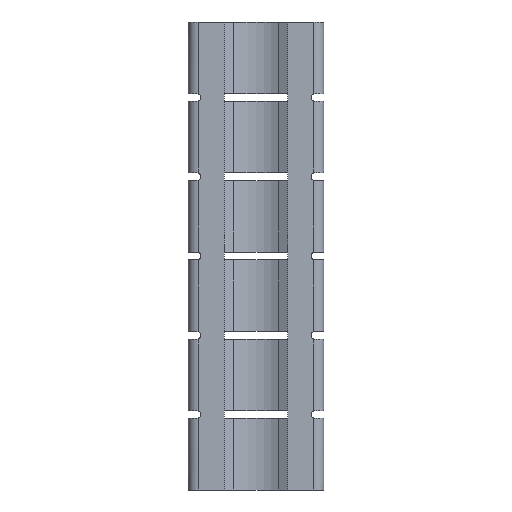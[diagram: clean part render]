
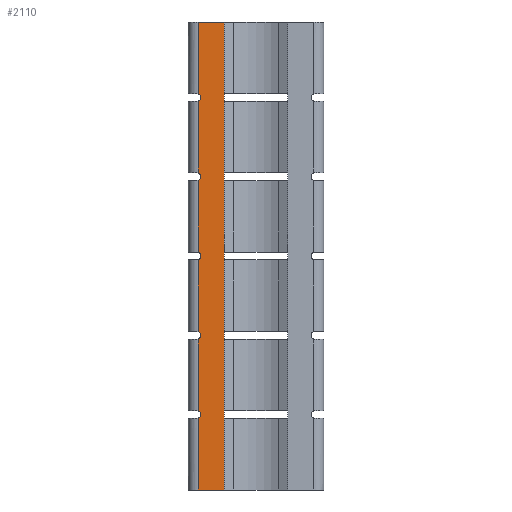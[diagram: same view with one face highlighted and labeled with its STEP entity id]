
A CAD part, front view. The second image highlights one B-rep face of the part: STEP entity #2110.
In plain terms, the highlighted planar face has unit normal (0, -1, 0).
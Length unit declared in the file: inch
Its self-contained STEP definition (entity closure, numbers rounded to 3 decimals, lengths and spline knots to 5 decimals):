
#2 = CIRCLE ( 'NONE', #1066, 0.009 ) ;
#63 = CARTESIAN_POINT ( 'NONE',  ( -0.0615, 0., 0.356 ) ) ;
#85 = CARTESIAN_POINT ( 'NONE',  ( -0.0615, 0., 0.356 ) ) ;
#115 = LINE ( 'NONE', #3426, #2040 ) ;
#116 = FACE_OUTER_BOUND ( 'NONE', #188, .T. ) ;
#188 = EDGE_LOOP ( 'NONE', ( #1821, #4716, #3952, #1884, #4275, #3069, #2112, #3748, #1483, #3377, #3019, #4734, #2324, #4208 ) ) ;
#228 = VERTEX_POINT ( 'NONE', #3750 ) ;
#230 = VECTOR ( 'NONE', #3312, 39.37008 ) ;
#257 = CARTESIAN_POINT ( 'NONE',  ( 0., 0., 0.356 ) ) ;
#320 = CARTESIAN_POINT ( 'NONE',  ( -0.064, 0., -0.57 ) ) ;
#447 = DIRECTION ( 'NONE',  ( 0., 1., 0. ) ) ;
#493 = CARTESIAN_POINT ( 'NONE',  ( -0.0615, 0., -0.00035 ) ) ;
#516 = DIRECTION ( 'NONE',  ( 0., 1., 0. ) ) ;
#536 = LINE ( 'NONE', #4829, #1059 ) ;
#562 = VERTEX_POINT ( 'NONE', #4028 ) ;
#610 = VERTEX_POINT ( 'NONE', #3218 ) ;
#641 = LINE ( 'NONE', #3549, #2572 ) ;
#680 = DIRECTION ( 'NONE',  ( -1., 0., 0. ) ) ;
#719 = CIRCLE ( 'NONE', #2427, 0.009 ) ;
#749 = CARTESIAN_POINT ( 'NONE',  ( -0.0615, 0., 0.356 ) ) ;
#760 = EDGE_CURVE ( 'NONE', #4891, #4468, #4601, .T. ) ;
#762 = EDGE_CURVE ( 'NONE', #562, #4534, #1191, .T. ) ;
#781 = VECTOR ( 'NONE', #3314, 39.37008 ) ;
#856 = CARTESIAN_POINT ( 'NONE',  ( -0.064, 0., -0.196 ) ) ;
#861 = CARTESIAN_POINT ( 'NONE',  ( -0.0615, 0., 0.18665 ) ) ;
#895 = CIRCLE ( 'NONE', #4282, 0.009 ) ;
#984 = CARTESIAN_POINT ( 'NONE',  ( 0., 0., 0.356 ) ) ;
#1021 = CARTESIAN_POINT ( 'NONE',  ( -0.0615, 0., 0.16935 ) ) ;
#1050 = DIRECTION ( 'NONE',  ( 0., 1., 0. ) ) ;
#1059 = VECTOR ( 'NONE', #1778, 39.37008 ) ;
#1066 = AXIS2_PLACEMENT_3D ( 'NONE', #856, #516, #1270 ) ;
#1069 = EDGE_CURVE ( 'NONE', #1786, #4636, #4314, .T. ) ;
#1077 = CARTESIAN_POINT ( 'NONE',  ( -0.0615, 0., -0.39165 ) ) ;
#1079 = LINE ( 'NONE', #85, #3784 ) ;
#1162 = EDGE_CURVE ( 'NONE', #4891, #1786, #4895, .T. ) ;
#1191 = LINE ( 'NONE', #3108, #2936 ) ;
#1209 = VERTEX_POINT ( 'NONE', #2546 ) ;
#1270 = DIRECTION ( 'NONE',  ( -1., 0., 0. ) ) ;
#1281 = CARTESIAN_POINT ( 'NONE',  ( -0.064, 0., 0.178 ) ) ;
#1400 = DIRECTION ( 'NONE',  ( 0., 0., -1. ) ) ;
#1483 = ORIENTED_EDGE ( 'NONE', *, *, #2067, .T. ) ;
#1534 = VERTEX_POINT ( 'NONE', #493 ) ;
#1561 = VECTOR ( 'NONE', #3062, 39.37008 ) ;
#1573 = DIRECTION ( 'NONE',  ( 0., 0., -1. ) ) ;
#1611 = DIRECTION ( 'NONE',  ( -1., 0., 0. ) ) ;
#1675 = DIRECTION ( 'NONE',  ( -1., 0., 0. ) ) ;
#1778 = DIRECTION ( 'NONE',  ( 0., 0., -1. ) ) ;
#1786 = VERTEX_POINT ( 'NONE', #861 ) ;
#1821 = ORIENTED_EDGE ( 'NONE', *, *, #4678, .F. ) ;
#1884 = ORIENTED_EDGE ( 'NONE', *, *, #1069, .T. ) ;
#1917 = DIRECTION ( 'NONE',  ( 0., 1., 0. ) ) ;
#1925 = VERTEX_POINT ( 'NONE', #4400 ) ;
#2003 = VERTEX_POINT ( 'NONE', #2210 ) ;
#2040 = VECTOR ( 'NONE', #2661, 39.37008 ) ;
#2067 = EDGE_CURVE ( 'NONE', #2003, #1209, #536, .T. ) ;
#2110 = ADVANCED_FACE ( 'NONE', ( #116 ), #3063, .F. ) ;
#2112 = ORIENTED_EDGE ( 'NONE', *, *, #762, .T. ) ;
#2140 = VERTEX_POINT ( 'NONE', #1077 ) ;
#2210 = CARTESIAN_POINT ( 'NONE',  ( -0.0615, 0., -0.20465 ) ) ;
#2305 = CARTESIAN_POINT ( 'NONE',  ( -0.0615, 0., 0.356 ) ) ;
#2324 = ORIENTED_EDGE ( 'NONE', *, *, #3320, .T. ) ;
#2358 = DIRECTION ( 'NONE',  ( 1., 0., 0. ) ) ;
#2359 = DIRECTION ( 'NONE',  ( 0., 0., -1. ) ) ;
#2368 = CARTESIAN_POINT ( 'NONE',  ( -0.064, 0., -0.383 ) ) ;
#2427 = AXIS2_PLACEMENT_3D ( 'NONE', #2368, #447, #1611 ) ;
#2515 = EDGE_CURVE ( 'NONE', #610, #3329, #641, .T. ) ;
#2546 = CARTESIAN_POINT ( 'NONE',  ( -0.0615, 0., -0.37435 ) ) ;
#2572 = VECTOR ( 'NONE', #2358, 39.37008 ) ;
#2589 = CIRCLE ( 'NONE', #4880, 0.009 ) ;
#2661 = DIRECTION ( 'NONE',  ( 0., 0., -1. ) ) ;
#2921 = CARTESIAN_POINT ( 'NONE',  ( -0.0615, 0., 0.356 ) ) ;
#2936 = VECTOR ( 'NONE', #1573, 39.37008 ) ;
#2962 = DIRECTION ( 'NONE',  ( -1., 0., 0. ) ) ;
#3019 = ORIENTED_EDGE ( 'NONE', *, *, #3735, .T. ) ;
#3023 = CARTESIAN_POINT ( 'NONE',  ( -0.0615, 0., -0.18735 ) ) ;
#3062 = DIRECTION ( 'NONE',  ( 1., 0., 0. ) ) ;
#3063 = PLANE ( 'NONE',  #4518 ) ;
#3069 = ORIENTED_EDGE ( 'NONE', *, *, #4718, .T. ) ;
#3108 = CARTESIAN_POINT ( 'NONE',  ( -0.0615, 0., -0.018 ) ) ;
#3218 = CARTESIAN_POINT ( 'NONE',  ( -0.0615, 0., -0.748 ) ) ;
#3312 = DIRECTION ( 'NONE',  ( 0., 0., -1. ) ) ;
#3314 = DIRECTION ( 'NONE',  ( 0., 0., -1. ) ) ;
#3320 = EDGE_CURVE ( 'NONE', #1925, #610, #115, .T. ) ;
#3329 = VERTEX_POINT ( 'NONE', #4919 ) ;
#3371 = DIRECTION ( 'NONE',  ( 0., 1., 0. ) ) ;
#3377 = ORIENTED_EDGE ( 'NONE', *, *, #4872, .T. ) ;
#3426 = CARTESIAN_POINT ( 'NONE',  ( -0.0615, 0., -0.392 ) ) ;
#3480 = LINE ( 'NONE', #984, #3905 ) ;
#3549 = CARTESIAN_POINT ( 'NONE',  ( -0.0615, 0., -0.748 ) ) ;
#3614 = EDGE_CURVE ( 'NONE', #4534, #2003, #2, .T. ) ;
#3735 = EDGE_CURVE ( 'NONE', #2140, #228, #4268, .T. ) ;
#3748 = ORIENTED_EDGE ( 'NONE', *, *, #3614, .T. ) ;
#3750 = CARTESIAN_POINT ( 'NONE',  ( -0.0615, 0., -0.56135 ) ) ;
#3784 = VECTOR ( 'NONE', #2359, 39.37008 ) ;
#3791 = CARTESIAN_POINT ( 'NONE',  ( -0.064, 0., -0.009 ) ) ;
#3799 = DIRECTION ( 'NONE',  ( -1., 0., 0. ) ) ;
#3842 = EDGE_CURVE ( 'NONE', #4636, #1534, #1079, .T. ) ;
#3905 = VECTOR ( 'NONE', #1400, 39.37008 ) ;
#3952 = ORIENTED_EDGE ( 'NONE', *, *, #1162, .T. ) ;
#3978 = DIRECTION ( 'NONE',  ( 0., 1., 0. ) ) ;
#4028 = CARTESIAN_POINT ( 'NONE',  ( -0.0615, 0., -0.01765 ) ) ;
#4208 = ORIENTED_EDGE ( 'NONE', *, *, #2515, .T. ) ;
#4268 = LINE ( 'NONE', #4445, #781 ) ;
#4275 = ORIENTED_EDGE ( 'NONE', *, *, #3842, .T. ) ;
#4282 = AXIS2_PLACEMENT_3D ( 'NONE', #3791, #1050, #2962 ) ;
#4314 = CIRCLE ( 'NONE', #4944, 0.009 ) ;
#4400 = CARTESIAN_POINT ( 'NONE',  ( -0.0615, 0., -0.57865 ) ) ;
#4445 = CARTESIAN_POINT ( 'NONE',  ( -0.0615, 0., -0.392 ) ) ;
#4461 = EDGE_CURVE ( 'NONE', #228, #1925, #2589, .T. ) ;
#4468 = VERTEX_POINT ( 'NONE', #257 ) ;
#4518 = AXIS2_PLACEMENT_3D ( 'NONE', #2305, #1917, #3799 ) ;
#4534 = VERTEX_POINT ( 'NONE', #3023 ) ;
#4601 = LINE ( 'NONE', #749, #1561 ) ;
#4636 = VERTEX_POINT ( 'NONE', #1021 ) ;
#4678 = EDGE_CURVE ( 'NONE', #4468, #3329, #3480, .T. ) ;
#4716 = ORIENTED_EDGE ( 'NONE', *, *, #760, .F. ) ;
#4718 = EDGE_CURVE ( 'NONE', #1534, #562, #895, .T. ) ;
#4734 = ORIENTED_EDGE ( 'NONE', *, *, #4461, .T. ) ;
#4829 = CARTESIAN_POINT ( 'NONE',  ( -0.0615, 0., -0.205 ) ) ;
#4872 = EDGE_CURVE ( 'NONE', #1209, #2140, #719, .T. ) ;
#4880 = AXIS2_PLACEMENT_3D ( 'NONE', #320, #3371, #680 ) ;
#4891 = VERTEX_POINT ( 'NONE', #63 ) ;
#4895 = LINE ( 'NONE', #2921, #230 ) ;
#4919 = CARTESIAN_POINT ( 'NONE',  ( 0., 0., -0.748 ) ) ;
#4944 = AXIS2_PLACEMENT_3D ( 'NONE', #1281, #3978, #1675 ) ;
